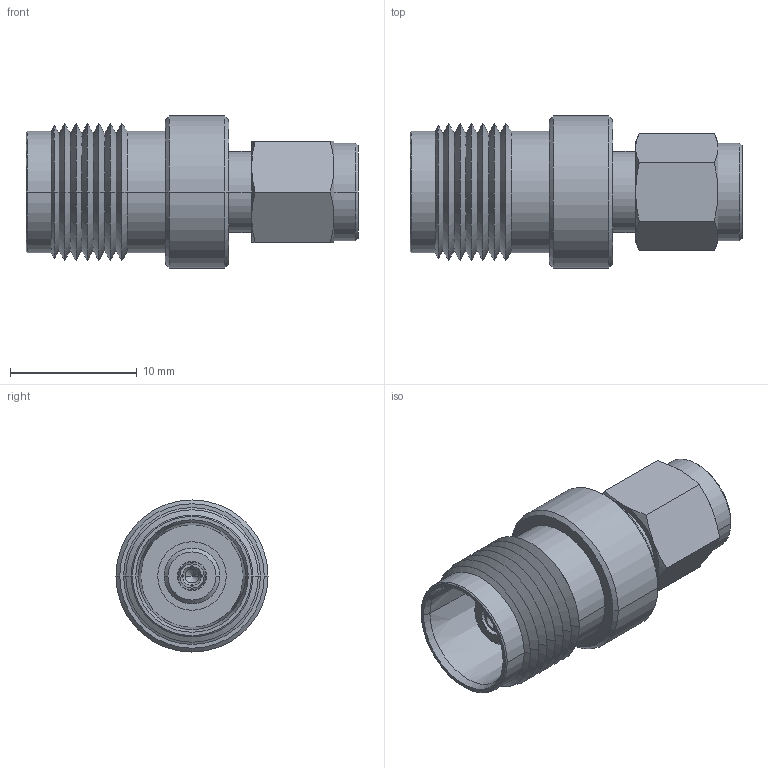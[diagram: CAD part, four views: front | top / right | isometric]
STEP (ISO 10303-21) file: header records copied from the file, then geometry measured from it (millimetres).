
FILE_DESCRIPTION (( 'STEP AP203' ), '1' );
FILE_NAME ('BA580.STEP', '2014-10-03T17:54:27', ( 'x' ), ( '' ), 'SwSTEP 2.0', 'SolidWorks 2014', '' );
FILE_SCHEMA (( 'CONFIG_CONTROL_DESIGN' ));
Length unit declared in the file: millimetre
Products named in the file (1): BA580
Bounding box: 26.2 x 12 x 12 mm (x, y, z)
Volume: 1392 mm3; surface area: 2014.7 mm2
Topology: 1 solids, 1 shells, 180 faces, 380 edges, 216 vertices
Faces by surface type: cone 98, cylinder 42, plane 40
Entity records: 4943 total; most frequent: CARTESIAN_POINT 997, DIRECTION 880, ORIENTED_EDGE 752, EDGE_CURVE 376, AXIS2_PLACEMENT_3D 371, VERTEX_POINT 216, EDGE_LOOP 198, CIRCLE 190
